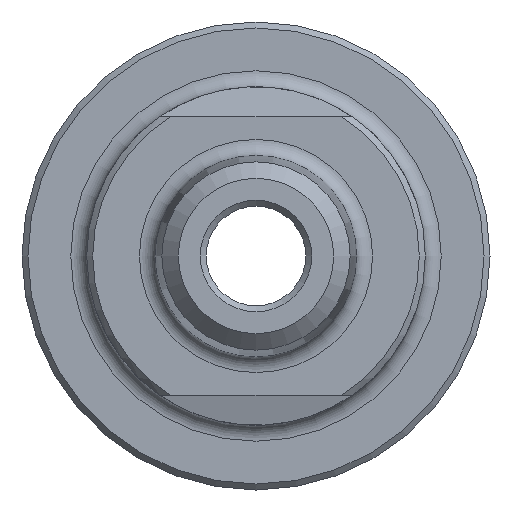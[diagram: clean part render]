
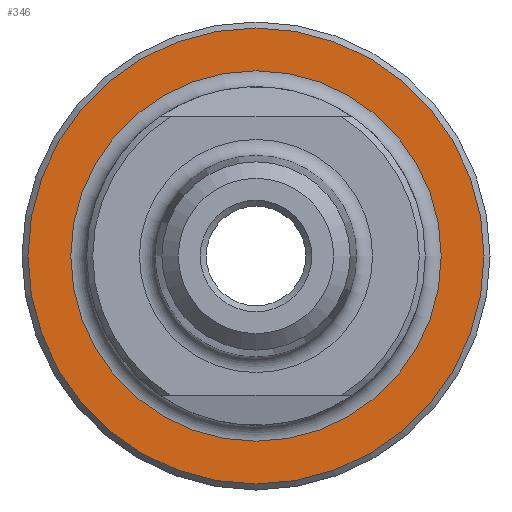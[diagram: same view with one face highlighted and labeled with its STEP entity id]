
A CAD part, left-side view. The second image highlights one B-rep face of the part: STEP entity #346.
In plain terms, the highlighted planar face has unit normal (-1, 0, 0).
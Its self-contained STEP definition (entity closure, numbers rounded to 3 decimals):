
#18=FACE_BOUND('',#96,.T.);
#41=CIRCLE('',#401,11.45);
#42=CIRCLE('',#403,9.3);
#73=FACE_OUTER_BOUND('',#95,.T.);
#95=EDGE_LOOP('',(#280));
#96=EDGE_LOOP('',(#281));
#166=VERTEX_POINT('',#615);
#167=VERTEX_POINT('',#619);
#208=EDGE_CURVE('',#166,#166,#41,.T.);
#209=EDGE_CURVE('',#167,#167,#42,.T.);
#280=ORIENTED_EDGE('',*,*,#208,.F.);
#281=ORIENTED_EDGE('',*,*,#209,.F.);
#333=PLANE('',#402);
#346=ADVANCED_FACE('',(#73,#18),#333,.T.);
#401=AXIS2_PLACEMENT_3D('',#617,#489,#490);
#402=AXIS2_PLACEMENT_3D('',#618,#491,#492);
#403=AXIS2_PLACEMENT_3D('',#620,#493,#494);
#489=DIRECTION('center_axis',(1.,0.,0.));
#490=DIRECTION('ref_axis',(0.,-1.,0.));
#491=DIRECTION('center_axis',(-1.,0.,0.));
#492=DIRECTION('ref_axis',(0.,0.,1.));
#493=DIRECTION('center_axis',(-1.,0.,0.));
#494=DIRECTION('ref_axis',(0.,-1.,0.));
#615=CARTESIAN_POINT('',(-3.,11.45,0.));
#617=CARTESIAN_POINT('Origin',(-3.,0.,0.));
#618=CARTESIAN_POINT('Origin',(-3.,11.75,0.));
#619=CARTESIAN_POINT('',(-3.,0.,9.3));
#620=CARTESIAN_POINT('Origin',(-3.,0.,0.));
